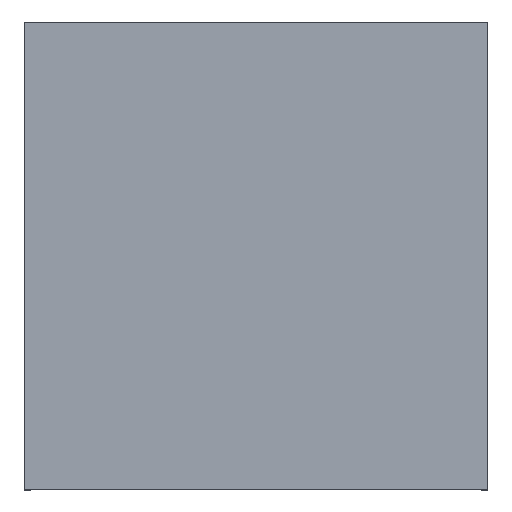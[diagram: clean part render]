
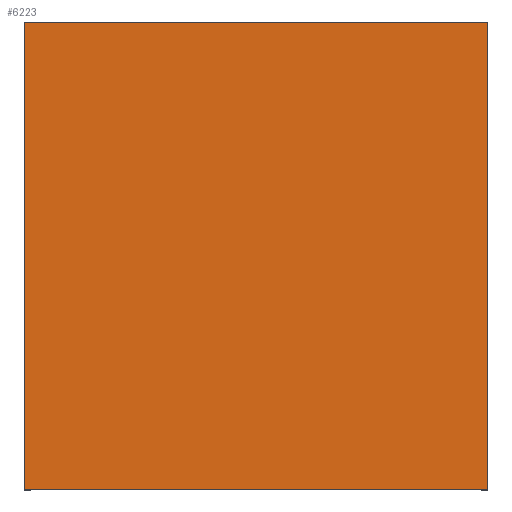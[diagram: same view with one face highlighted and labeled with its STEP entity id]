
A CAD part, front view. The second image highlights one B-rep face of the part: STEP entity #6223.
In plain terms, the highlighted planar face has unit normal (0, -1, 0).
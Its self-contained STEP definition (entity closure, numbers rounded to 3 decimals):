
#17 = VECTOR ( 'NONE', #3376, 1000. ) ;
#65 = VERTEX_POINT ( 'NONE', #2631 ) ;
#83 = PLANE ( 'NONE',  #7839 ) ;
#165 = CARTESIAN_POINT ( 'NONE',  ( 4.95, -2.5, 0. ) ) ;
#527 = EDGE_LOOP ( 'NONE', ( #7991, #2717, #7890, #9359 ) ) ;
#673 = VECTOR ( 'NONE', #967, 1000. ) ;
#732 = VERTEX_POINT ( 'NONE', #1674 ) ;
#884 = DIRECTION ( 'NONE',  ( 0., 0., 1. ) ) ;
#967 = DIRECTION ( 'NONE',  ( 0., 0., -1. ) ) ;
#1438 = EDGE_CURVE ( 'NONE', #7902, #65, #6493, .T. ) ;
#1674 = CARTESIAN_POINT ( 'NONE',  ( -4.95, -2.5, 5. ) ) ;
#2631 = CARTESIAN_POINT ( 'NONE',  ( -4.95, -2.5, -5. ) ) ;
#2717 = ORIENTED_EDGE ( 'NONE', *, *, #1438, .F. ) ;
#2831 = LINE ( 'NONE', #165, #673 ) ;
#2846 = FACE_OUTER_BOUND ( 'NONE', #527, .T. ) ;
#3376 = DIRECTION ( 'NONE',  ( -1., 0., 0. ) ) ;
#4113 = CARTESIAN_POINT ( 'NONE',  ( 0., -2.5, 0. ) ) ;
#4860 = EDGE_CURVE ( 'NONE', #732, #10543, #10467, .T. ) ;
#5199 = EDGE_CURVE ( 'NONE', #10543, #7902, #2831, .T. ) ;
#5352 = DIRECTION ( 'NONE',  ( 1., 0., 0. ) ) ;
#5896 = VECTOR ( 'NONE', #5352, 1000. ) ;
#6223 = ADVANCED_FACE ( 'NONE', ( #2846 ), #83, .F. ) ;
#6493 = LINE ( 'NONE', #6579, #17 ) ;
#6579 = CARTESIAN_POINT ( 'NONE',  ( 0., -2.5, -5. ) ) ;
#7627 = VECTOR ( 'NONE', #8735, 1000. ) ;
#7839 = AXIS2_PLACEMENT_3D ( 'NONE', #4113, #9013, #884 ) ;
#7890 = ORIENTED_EDGE ( 'NONE', *, *, #5199, .F. ) ;
#7902 = VERTEX_POINT ( 'NONE', #8731 ) ;
#7991 = ORIENTED_EDGE ( 'NONE', *, *, #9367, .F. ) ;
#8731 = CARTESIAN_POINT ( 'NONE',  ( 4.95, -2.5, -5. ) ) ;
#8735 = DIRECTION ( 'NONE',  ( 0., 0., 1. ) ) ;
#9013 = DIRECTION ( 'NONE',  ( 0., 1., 0. ) ) ;
#9359 = ORIENTED_EDGE ( 'NONE', *, *, #4860, .F. ) ;
#9367 = EDGE_CURVE ( 'NONE', #65, #732, #9769, .T. ) ;
#9483 = CARTESIAN_POINT ( 'NONE',  ( 4.95, -2.5, 5. ) ) ;
#9769 = LINE ( 'NONE', #10324, #7627 ) ;
#10189 = CARTESIAN_POINT ( 'NONE',  ( 0., -2.5, 5. ) ) ;
#10324 = CARTESIAN_POINT ( 'NONE',  ( -4.95, -2.5, 0. ) ) ;
#10467 = LINE ( 'NONE', #10189, #5896 ) ;
#10543 = VERTEX_POINT ( 'NONE', #9483 ) ;
